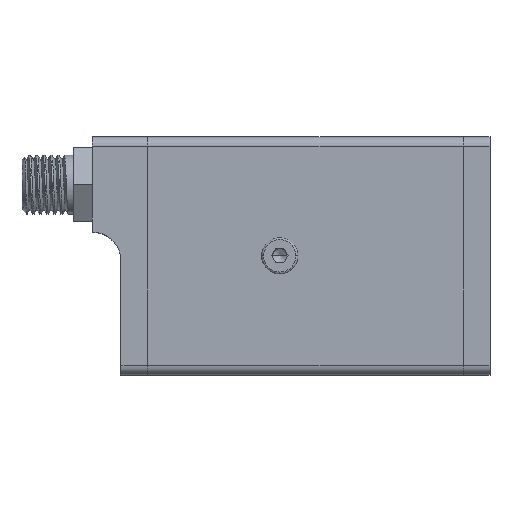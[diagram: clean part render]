
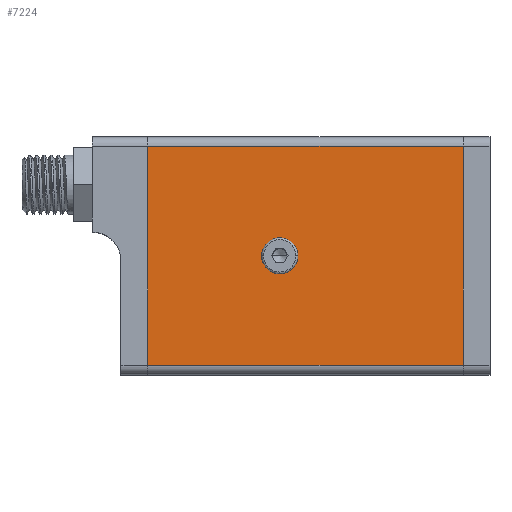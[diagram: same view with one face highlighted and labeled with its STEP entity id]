
A CAD part, top view. The second image highlights one B-rep face of the part: STEP entity #7224.
In plain terms, the highlighted planar face has unit normal (0, 0, 1).
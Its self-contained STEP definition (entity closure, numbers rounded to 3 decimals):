
#363 = VERTEX_POINT ( 'NONE', #1615 ) ;
#485 = ORIENTED_EDGE ( 'NONE', *, *, #7409, .F. ) ;
#762 = CARTESIAN_POINT ( 'NONE',  ( 12.139, 18.718, 42.792 ) ) ;
#1097 = DIRECTION ( 'NONE',  ( 1., 0., 0. ) ) ;
#1229 = EDGE_LOOP ( 'NONE', ( #485, #6627, #3273, #3309 ) ) ;
#1493 = VECTOR ( 'NONE', #3536, 1000. ) ;
#1615 = CARTESIAN_POINT ( 'NONE',  ( 9.639, 18.718, 42.792 ) ) ;
#1683 = CARTESIAN_POINT ( 'NONE',  ( 30.189, 30.218, 42.792 ) ) ;
#1789 = VERTEX_POINT ( 'NONE', #5190 ) ;
#2064 = DIRECTION ( 'NONE',  ( 0., 0., 1. ) ) ;
#2185 = EDGE_CURVE ( 'NONE', #1789, #7899, #5462, .T. ) ;
#2231 = CARTESIAN_POINT ( 'NONE',  ( -3.011, 30.218, 42.792 ) ) ;
#2270 = CARTESIAN_POINT ( 'NONE',  ( 30.189, 7.218, 42.792 ) ) ;
#2717 = VECTOR ( 'NONE', #6207, 1000. ) ;
#3088 = CARTESIAN_POINT ( 'NONE',  ( 10.889, 18.718, 42.792 ) ) ;
#3192 = CIRCLE ( 'NONE', #8519, 1.25 ) ;
#3264 = CIRCLE ( 'NONE', #5526, 1.25 ) ;
#3273 = ORIENTED_EDGE ( 'NONE', *, *, #6909, .T. ) ;
#3299 = EDGE_CURVE ( 'NONE', #9553, #363, #3264, .T. ) ;
#3309 = ORIENTED_EDGE ( 'NONE', *, *, #2185, .T. ) ;
#3367 = DIRECTION ( 'NONE',  ( -1., 0., 0. ) ) ;
#3417 = PLANE ( 'NONE',  #9034 ) ;
#3536 = DIRECTION ( 'NONE',  ( 1., 0., 0. ) ) ;
#3537 = VECTOR ( 'NONE', #4097, 1000. ) ;
#3642 = DIRECTION ( 'NONE',  ( 1., 0., 0. ) ) ;
#3901 = ORIENTED_EDGE ( 'NONE', *, *, #3299, .F. ) ;
#4097 = DIRECTION ( 'NONE',  ( 0., -1., 0. ) ) ;
#4332 = CARTESIAN_POINT ( 'NONE',  ( 30.189, 30.218, 42.792 ) ) ;
#4491 = CARTESIAN_POINT ( 'NONE',  ( 30.189, 7.218, 42.792 ) ) ;
#4586 = DIRECTION ( 'NONE',  ( 0., 0., 1. ) ) ;
#5057 = CARTESIAN_POINT ( 'NONE',  ( -3.011, 6.218, 42.792 ) ) ;
#5112 = EDGE_CURVE ( 'NONE', #5749, #9200, #7275, .T. ) ;
#5190 = CARTESIAN_POINT ( 'NONE',  ( -3.011, 7.218, 42.792 ) ) ;
#5462 = LINE ( 'NONE', #4491, #1493 ) ;
#5526 = AXIS2_PLACEMENT_3D ( 'NONE', #3088, #2064, #1097 ) ;
#5749 = VERTEX_POINT ( 'NONE', #1683 ) ;
#5989 = EDGE_CURVE ( 'NONE', #363, #9553, #3192, .T. ) ;
#6009 = VECTOR ( 'NONE', #3367, 1000. ) ;
#6034 = LINE ( 'NONE', #5057, #3537 ) ;
#6207 = DIRECTION ( 'NONE',  ( 0., -1., 0. ) ) ;
#6386 = EDGE_LOOP ( 'NONE', ( #3901, #6468 ) ) ;
#6468 = ORIENTED_EDGE ( 'NONE', *, *, #5989, .F. ) ;
#6558 = CARTESIAN_POINT ( 'NONE',  ( 10.889, 18.718, 42.792 ) ) ;
#6627 = ORIENTED_EDGE ( 'NONE', *, *, #5112, .T. ) ;
#6909 = EDGE_CURVE ( 'NONE', #9200, #1789, #6034, .T. ) ;
#7096 = DIRECTION ( 'NONE',  ( -1., 0., 0. ) ) ;
#7206 = CARTESIAN_POINT ( 'NONE',  ( 30.189, 6.218, 42.792 ) ) ;
#7224 = ADVANCED_FACE ( 'NONE', ( #8796, #9533 ), #3417, .F. ) ;
#7275 = LINE ( 'NONE', #4332, #6009 ) ;
#7409 = EDGE_CURVE ( 'NONE', #5749, #7899, #8203, .T. ) ;
#7899 = VERTEX_POINT ( 'NONE', #2270 ) ;
#8096 = DIRECTION ( 'NONE',  ( 0., 0., -1. ) ) ;
#8203 = LINE ( 'NONE', #7206, #2717 ) ;
#8519 = AXIS2_PLACEMENT_3D ( 'NONE', #6558, #4586, #3642 ) ;
#8796 = FACE_BOUND ( 'NONE', #6386, .T. ) ;
#9034 = AXIS2_PLACEMENT_3D ( 'NONE', #9069, #8096, #7096 ) ;
#9069 = CARTESIAN_POINT ( 'NONE',  ( 30.189, 6.218, 42.792 ) ) ;
#9200 = VERTEX_POINT ( 'NONE', #2231 ) ;
#9533 = FACE_OUTER_BOUND ( 'NONE', #1229, .T. ) ;
#9553 = VERTEX_POINT ( 'NONE', #762 ) ;
